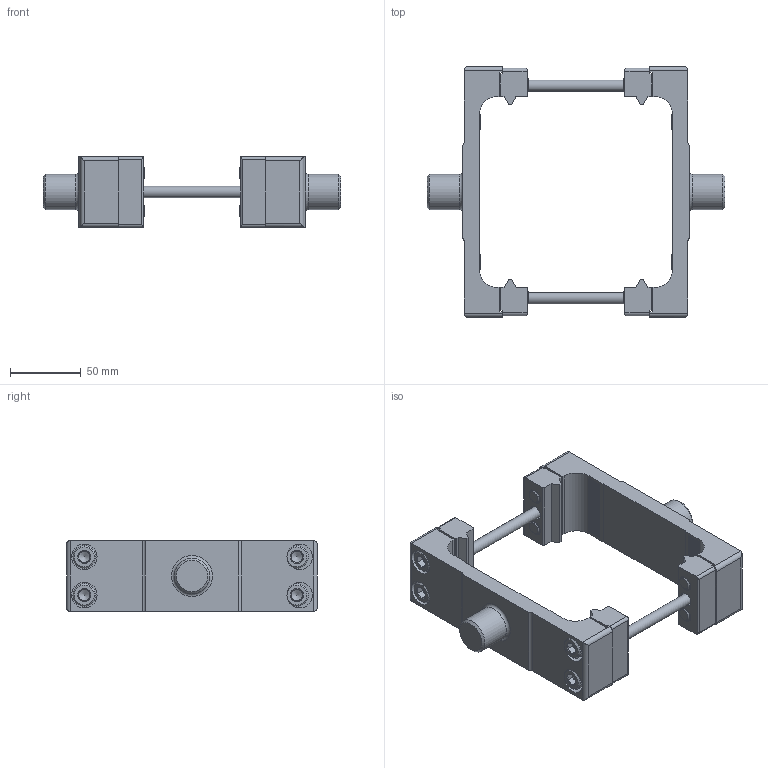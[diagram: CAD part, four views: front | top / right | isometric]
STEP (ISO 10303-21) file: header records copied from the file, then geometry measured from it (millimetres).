
FILE_DESCRIPTION(/* description */ ('STEP AP214'),/* implementation_level */ '2;1');
FILE_NAME(/* name */ '1812524_DAMT-V8-125-A',/* time_stamp */ '2024-08-08T11:59:27+02:00',/* author */ ('License CC BY-ND 4.0'),/* organization */ ('CADENAS'),/* preprocessor_version */ 'ST-DEVELOPER v19.3',/* originating_system */ 'PARTsolutions',/* authorisation */ ' ');
FILE_SCHEMA (('AUTOMOTIVE_DESIGN {1 0 10303 214 3 1 1}'));
Length unit declared in the file: millimetre
Products named in the file (5): 1812524 DAMT-V8-125-A; 1812524 DAMT-V8-125-A---(ZM_0_0); 359771 ZNCM-125---(ST_7); 357947 ZNCM-125---(SR_7); DIN-912 - M10x35(F)
Assembly tree (16 placements, depth 2):
  1812524 DAMT-V8-125-A
    1812524 DAMT-V8-125-A---(ZM_0_0)  x2
    359771 ZNCM-125---(ST_7)  x2
    357947 ZNCM-125---(SR_7)  x4
    DIN-912 - M10x35(F)  x8
Bounding box: 210 x 177 x 50 mm (x, y, z)
Volume: 366305.8 mm3; surface area: 113327.6 mm2
Topology: 16 solids, 16 shells, 1554 faces, 3944 edges, 2440 vertices
Faces by surface type: plane 1138, cylinder 304, cone 110, torus 2
Full cylindrical faces by diameter (mm): 8 x6, 8.376 x8, 10 x12, 11 x8, 16 x8, 18 x8, 25 x2
Entity records: 20228 total; most frequent: DIRECTION 3521, CARTESIAN_POINT 3502, ORIENTED_EDGE 3402, EDGE_CURVE 1701, LINE 1229, VECTOR 1229, AXIS2_PLACEMENT_3D 1146, VERTEX_POINT 1083
